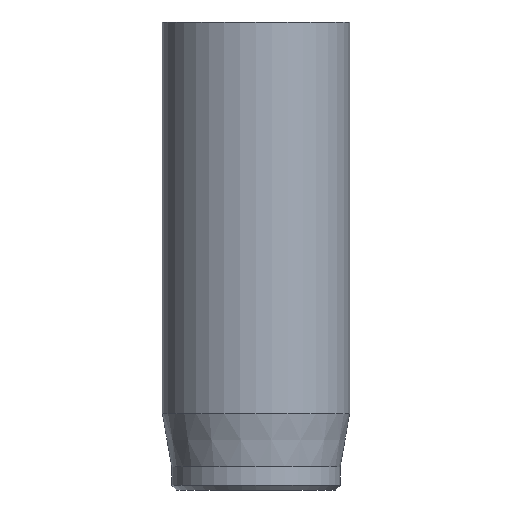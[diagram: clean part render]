
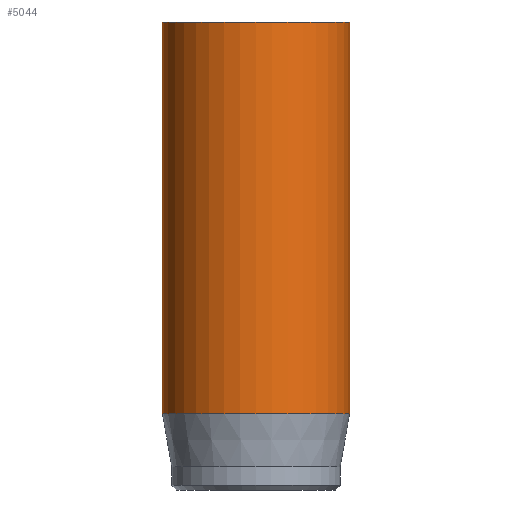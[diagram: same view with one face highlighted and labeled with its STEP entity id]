
A CAD part, front view. The second image highlights one B-rep face of the part: STEP entity #5044.
In plain terms, the highlighted cylindrical face has radius 4 mm (diameter 8 mm), a full revolution.
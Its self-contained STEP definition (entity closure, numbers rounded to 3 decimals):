
#32=CYLINDRICAL_SURFACE('',#5236,4.);
#47=CIRCLE('',#5199,4.);
#63=CIRCLE('',#5234,4.);
#64=CIRCLE('',#5235,4.);
#467=FACE_OUTER_BOUND('',#774,.T.);
#774=EDGE_LOOP('',(#4516,#4517,#4518,#4519,#4520));
#1149=LINE('',#9525,#1532);
#1532=VECTOR('',#5864,4.);
#2335=VERTEX_POINT('',#9460);
#2351=VERTEX_POINT('',#9519);
#2352=VERTEX_POINT('',#9520);
#3054=EDGE_CURVE('',#2335,#2335,#47,.T.);
#3078=EDGE_CURVE('',#2351,#2352,#63,.T.);
#3079=EDGE_CURVE('',#2352,#2351,#64,.T.);
#3081=EDGE_CURVE('',#2335,#2351,#1149,.T.);
#4516=ORIENTED_EDGE('',*,*,#3054,.T.);
#4517=ORIENTED_EDGE('',*,*,#3081,.T.);
#4518=ORIENTED_EDGE('',*,*,#3078,.T.);
#4519=ORIENTED_EDGE('',*,*,#3079,.T.);
#4520=ORIENTED_EDGE('',*,*,#3081,.F.);
#5044=ADVANCED_FACE('',(#467),#32,.T.);
#5199=AXIS2_PLACEMENT_3D('',#9461,#5779,#5780);
#5234=AXIS2_PLACEMENT_3D('',#9521,#5857,#5858);
#5235=AXIS2_PLACEMENT_3D('',#9522,#5859,#5860);
#5236=AXIS2_PLACEMENT_3D('',#9524,#5862,#5863);
#5779=DIRECTION('center_axis',(0.,0.,-1.));
#5780=DIRECTION('ref_axis',(-1.,0.,0.));
#5857=DIRECTION('center_axis',(0.,0.,1.));
#5858=DIRECTION('ref_axis',(-1.,0.,0.));
#5859=DIRECTION('center_axis',(0.,0.,1.));
#5860=DIRECTION('ref_axis',(-1.,0.,0.));
#5862=DIRECTION('center_axis',(0.,0.,1.));
#5863=DIRECTION('ref_axis',(-1.,0.,0.));
#5864=DIRECTION('',(0.,0.,-1.));
#9460=CARTESIAN_POINT('',(4.,0.,20.));
#9461=CARTESIAN_POINT('Origin',(0.,0.,20.));
#9519=CARTESIAN_POINT('',(4.,0.,3.269));
#9520=CARTESIAN_POINT('',(-4.,0.,3.269));
#9521=CARTESIAN_POINT('Origin',(0.,0.,3.269));
#9522=CARTESIAN_POINT('Origin',(0.,0.,3.269));
#9524=CARTESIAN_POINT('Origin',(0.,0.,0.));
#9525=CARTESIAN_POINT('',(4.,0.,0.));
